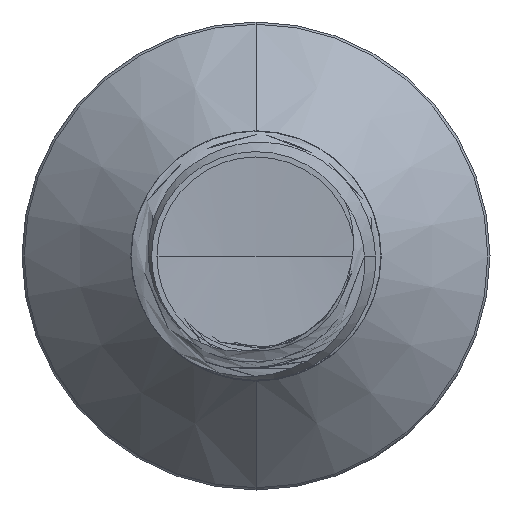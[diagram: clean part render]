
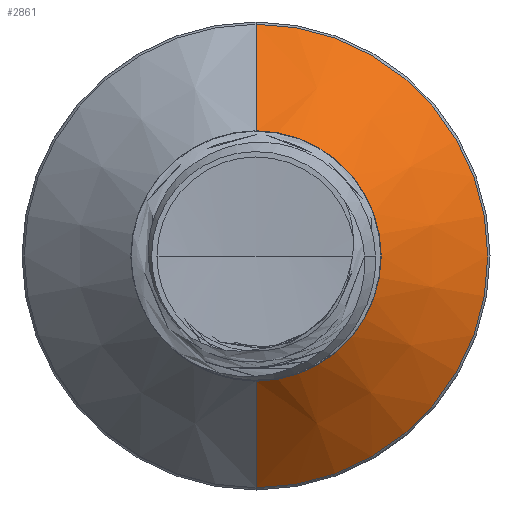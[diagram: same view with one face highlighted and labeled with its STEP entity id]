
A CAD part, front view. The second image highlights one B-rep face of the part: STEP entity #2861.
In plain terms, the highlighted conical face has half-angle 45 degrees and reference radius 0.803 mm.
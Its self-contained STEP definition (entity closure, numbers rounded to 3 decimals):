
#451 = VERTEX_POINT ( 'NONE', #12673 ) ;
#1137 = EDGE_LOOP ( 'NONE', ( #15481, #4294, #8255, #12116 ) ) ;
#2292 = CARTESIAN_POINT ( 'NONE',  ( 0., 3.637, 0. ) ) ;
#2733 = DIRECTION ( 'NONE',  ( 0., 1., 0. ) ) ;
#2861 = ADVANCED_FACE ( 'NONE', ( #15394 ), #3223, .T. ) ;
#3036 = VERTEX_POINT ( 'NONE', #18118 ) ;
#3223 = CONICAL_SURFACE ( 'NONE', #8086, 0.803, 0.785 ) ;
#3391 = AXIS2_PLACEMENT_3D ( 'NONE', #2292, #12679, #3894 ) ;
#3882 = VERTEX_POINT ( 'NONE', #13628 ) ;
#3894 = DIRECTION ( 'NONE',  ( 0., 0., 1. ) ) ;
#4294 = ORIENTED_EDGE ( 'NONE', *, *, #12530, .T. ) ;
#6558 = DIRECTION ( 'NONE',  ( 0., 0.707, -0.707 ) ) ;
#7657 = VERTEX_POINT ( 'NONE', #9691 ) ;
#8063 = DIRECTION ( 'NONE',  ( 0., 1., 0. ) ) ;
#8086 = AXIS2_PLACEMENT_3D ( 'NONE', #16852, #8063, #8127 ) ;
#8127 = DIRECTION ( 'NONE',  ( 0., 0., 1. ) ) ;
#8255 = ORIENTED_EDGE ( 'NONE', *, *, #11554, .F. ) ;
#9621 = LINE ( 'NONE', #14809, #12532 ) ;
#9691 = CARTESIAN_POINT ( 'NONE',  ( 0., 3.637, -0.803 ) ) ;
#10621 = EDGE_CURVE ( 'NONE', #3882, #3036, #9621, .T. ) ;
#11554 = EDGE_CURVE ( 'NONE', #3036, #451, #14532, .T. ) ;
#11638 = CARTESIAN_POINT ( 'NONE',  ( 0., 4.32, 0. ) ) ;
#12116 = ORIENTED_EDGE ( 'NONE', *, *, #10621, .F. ) ;
#12119 = CIRCLE ( 'NONE', #3391, 0.803 ) ;
#12530 = EDGE_CURVE ( 'NONE', #7657, #451, #17634, .T. ) ;
#12532 = VECTOR ( 'NONE', #13372, 1000. ) ;
#12673 = CARTESIAN_POINT ( 'NONE',  ( 0., 4.32, -1.486 ) ) ;
#12679 = DIRECTION ( 'NONE',  ( 0., 1., 0. ) ) ;
#12732 = AXIS2_PLACEMENT_3D ( 'NONE', #11638, #2733, #13089 ) ;
#12994 = VECTOR ( 'NONE', #6558, 1000. ) ;
#13089 = DIRECTION ( 'NONE',  ( 0., 0., 1. ) ) ;
#13372 = DIRECTION ( 'NONE',  ( 0., 0.707, 0.707 ) ) ;
#13500 = EDGE_CURVE ( 'NONE', #3882, #7657, #12119, .T. ) ;
#13628 = CARTESIAN_POINT ( 'NONE',  ( 0., 3.637, 0.803 ) ) ;
#13779 = CARTESIAN_POINT ( 'NONE',  ( 0., 3.637, -0.803 ) ) ;
#14532 = CIRCLE ( 'NONE', #12732, 1.486 ) ;
#14809 = CARTESIAN_POINT ( 'NONE',  ( 0., 3.637, 0.803 ) ) ;
#15394 = FACE_OUTER_BOUND ( 'NONE', #1137, .T. ) ;
#15481 = ORIENTED_EDGE ( 'NONE', *, *, #13500, .T. ) ;
#16852 = CARTESIAN_POINT ( 'NONE',  ( 0., 3.637, 0. ) ) ;
#17634 = LINE ( 'NONE', #13779, #12994 ) ;
#18118 = CARTESIAN_POINT ( 'NONE',  ( 0., 4.32, 1.486 ) ) ;
